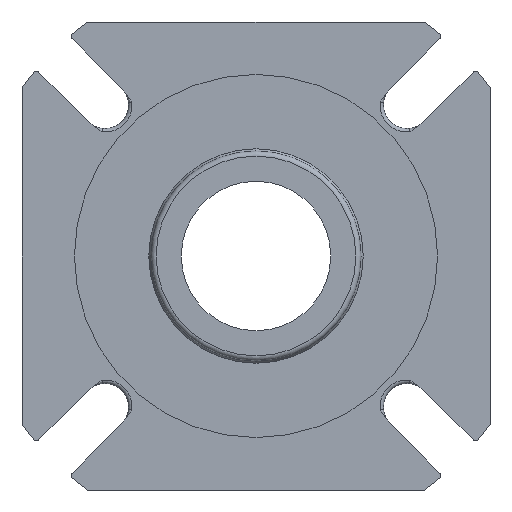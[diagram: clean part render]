
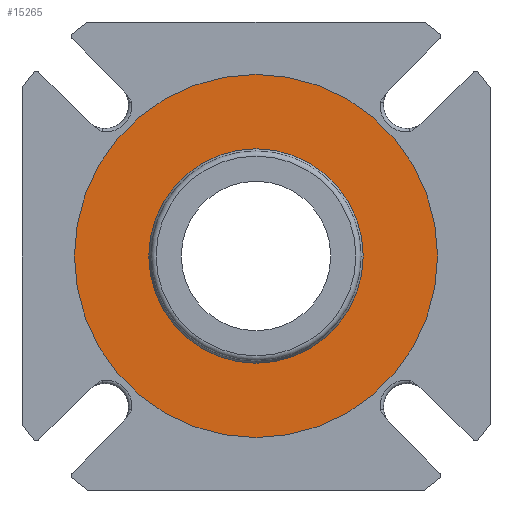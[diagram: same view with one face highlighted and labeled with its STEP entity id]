
A CAD part, left-side view. The second image highlights one B-rep face of the part: STEP entity #15265.
In plain terms, the highlighted planar face has unit normal (-1, 0, 0).
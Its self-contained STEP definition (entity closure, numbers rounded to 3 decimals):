
#3439=PLANE('',#16613);
#7981=ORIENTED_EDGE('',*,*,#10268,.T.);
#7982=ORIENTED_EDGE('',*,*,#10267,.T.);
#10267=EDGE_CURVE('',#11778,#11778,#12322,.T.);
#10268=EDGE_CURVE('',#11779,#11779,#12323,.T.);
#11778=VERTEX_POINT('',#28577);
#11779=VERTEX_POINT('',#28580);
#12322=CIRCLE('',#16612,54.);
#12323=CIRCLE('',#16614,31.879);
#13233=EDGE_LOOP('',(#7981));
#13234=EDGE_LOOP('',(#7982));
#14153=FACE_BOUND('',#13233,.T.);
#14154=FACE_BOUND('',#13234,.T.);
#15265=ADVANCED_FACE('',(#14153,#14154),#3439,.F.);
#16612=AXIS2_PLACEMENT_3D('',#28576,#20405,#20406);
#16613=AXIS2_PLACEMENT_3D('',#28578,#20407,#20408);
#16614=AXIS2_PLACEMENT_3D('',#28579,#20409,#20410);
#20405=DIRECTION('',(-1.,0.,0.));
#20406=DIRECTION('',(0.,0.,1.));
#20407=DIRECTION('',(1.,0.,0.));
#20408=DIRECTION('',(0.,0.,-1.));
#20409=DIRECTION('',(1.,0.,0.));
#20410=DIRECTION('',(0.,0.,-1.));
#28576=CARTESIAN_POINT('',(-13.175,0.,0.));
#28577=CARTESIAN_POINT('',(-13.175,0.,54.));
#28578=CARTESIAN_POINT('',(-13.175,0.,54.));
#28579=CARTESIAN_POINT('',(-13.175,0.,0.));
#28580=CARTESIAN_POINT('',(-13.175,0.,-31.879));
